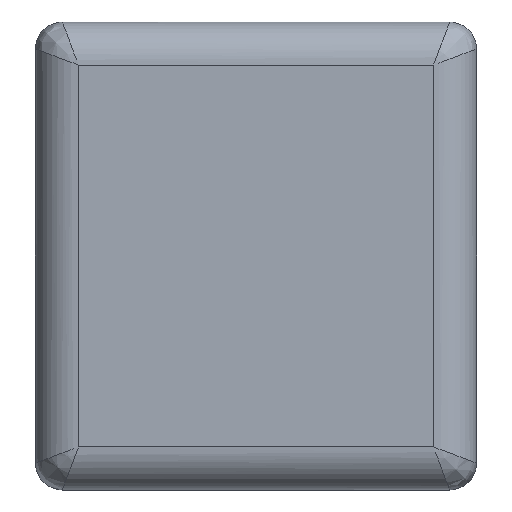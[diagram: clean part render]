
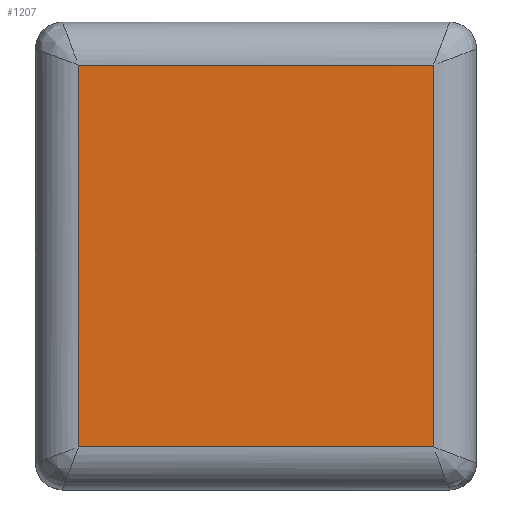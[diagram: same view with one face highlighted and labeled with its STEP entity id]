
A CAD part, left-side view. The second image highlights one B-rep face of the part: STEP entity #1207.
In plain terms, the highlighted planar face has unit normal (-1, 0, 0).
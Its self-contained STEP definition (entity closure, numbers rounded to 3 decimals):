
#38 = DIRECTION ( 'NONE',  ( 0., 0., -1. ) ) ;
#185 = PLANE ( 'NONE',  #1954 ) ;
#244 = VECTOR ( 'NONE', #38, 1000. ) ;
#291 = ORIENTED_EDGE ( 'NONE', *, *, #769, .T. ) ;
#370 = CARTESIAN_POINT ( 'NONE',  ( -0.8, -0.33, 0.87 ) ) ;
#675 = CARTESIAN_POINT ( 'NONE',  ( -0.8, 0.33, 0.87 ) ) ;
#692 = DIRECTION ( 'NONE',  ( 0., 0., 1. ) ) ;
#727 = VECTOR ( 'NONE', #1880, 1000. ) ;
#769 = EDGE_CURVE ( 'NONE', #770, #779, #1059, .T. ) ;
#770 = VERTEX_POINT ( 'NONE', #2629 ) ;
#779 = VERTEX_POINT ( 'NONE', #1573 ) ;
#846 = VERTEX_POINT ( 'NONE', #2529 ) ;
#989 = VECTOR ( 'NONE', #1364, 1000. ) ;
#1026 = CARTESIAN_POINT ( 'NONE',  ( -0.8, -0.41, 0.87 ) ) ;
#1059 = LINE ( 'NONE', #1165, #989 ) ;
#1114 = EDGE_CURVE ( 'NONE', #846, #770, #2234, .T. ) ;
#1165 = CARTESIAN_POINT ( 'NONE',  ( -0.8, -0.41, 0.79 ) ) ;
#1207 = ADVANCED_FACE ( 'NONE', ( #2112 ), #185, .F. ) ;
#1236 = DIRECTION ( 'NONE',  ( 0., 0., -1. ) ) ;
#1353 = LINE ( 'NONE', #675, #244 ) ;
#1364 = DIRECTION ( 'NONE',  ( 0., 1., 0. ) ) ;
#1479 = ORIENTED_EDGE ( 'NONE', *, *, #1784, .T. ) ;
#1573 = CARTESIAN_POINT ( 'NONE',  ( -0.8, 0.33, 0.79 ) ) ;
#1695 = ORIENTED_EDGE ( 'NONE', *, *, #2161, .T. ) ;
#1784 = EDGE_CURVE ( 'NONE', #779, #2351, #1353, .T. ) ;
#1818 = EDGE_LOOP ( 'NONE', ( #1479, #1695, #2098, #291 ) ) ;
#1873 = LINE ( 'NONE', #2299, #727 ) ;
#1880 = DIRECTION ( 'NONE',  ( 0., -1., 0. ) ) ;
#1954 = AXIS2_PLACEMENT_3D ( 'NONE', #1026, #2507, #1236 ) ;
#2052 = CARTESIAN_POINT ( 'NONE',  ( -0.8, 0.33, 0.08 ) ) ;
#2098 = ORIENTED_EDGE ( 'NONE', *, *, #1114, .T. ) ;
#2112 = FACE_OUTER_BOUND ( 'NONE', #1818, .T. ) ;
#2161 = EDGE_CURVE ( 'NONE', #2351, #846, #1873, .T. ) ;
#2234 = LINE ( 'NONE', #370, #2714 ) ;
#2299 = CARTESIAN_POINT ( 'NONE',  ( -0.8, 0., 0.08 ) ) ;
#2351 = VERTEX_POINT ( 'NONE', #2052 ) ;
#2507 = DIRECTION ( 'NONE',  ( 1., 0., 0. ) ) ;
#2529 = CARTESIAN_POINT ( 'NONE',  ( -0.8, -0.33, 0.08 ) ) ;
#2629 = CARTESIAN_POINT ( 'NONE',  ( -0.8, -0.33, 0.79 ) ) ;
#2714 = VECTOR ( 'NONE', #692, 1000. ) ;
